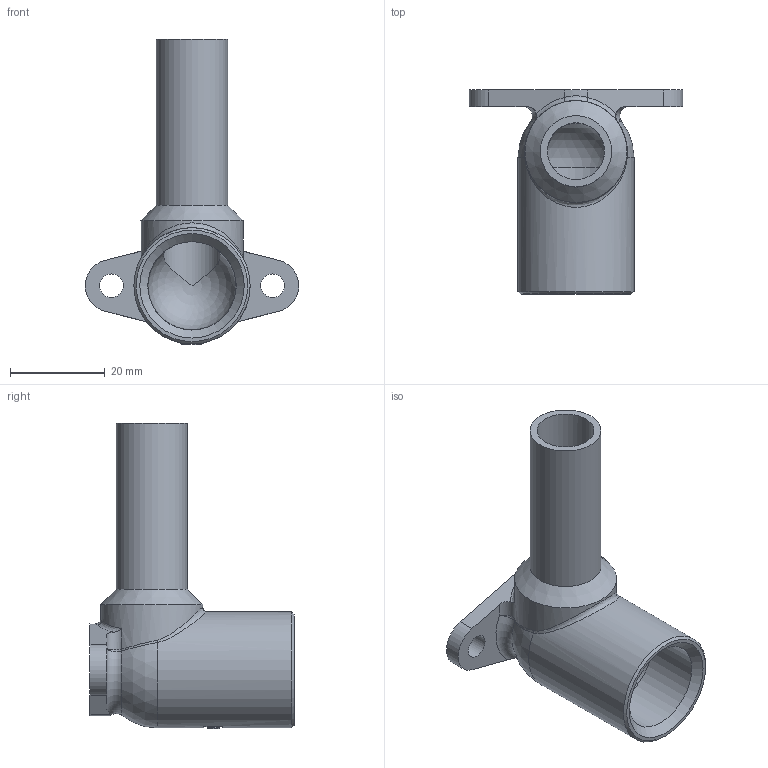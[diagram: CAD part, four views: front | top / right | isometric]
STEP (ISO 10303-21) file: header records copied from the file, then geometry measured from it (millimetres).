
FILE_DESCRIPTION(/* description */ ('GOMITI C/FLANGIA 90''MF 15x1/2"'),/* implementation_level */ '2;1');
FILE_NAME(/* name */ '185102015M_Inoxpres.stp',/* time_stamp */ '2022-10-11T14:55:30+02:00',/* author */ ('Vault'),/* organization */ ('Raccorderie metalliche s.p.a. '),/* preprocessor_version */ 'ST-DEVELOPER v18.1',/* originating_system */ 'Autodesk Inventor 2020',/* authorisation */ 'Raccorderie metalliche s.p.a. ');
FILE_SCHEMA (('AUTOMOTIVE_DESIGN { 1 0 10303 214 3 1 1 }'));
Length unit declared in the file: millimetre
Products named in the file (1): 185102015M_Inoxpres
Bounding box: 45 x 43 x 64.45 mm (x, y, z)
Volume: 13954.9 mm3; surface area: 10067.6 mm2
Topology: 3 solids, 3 shells, 83 faces, 220 edges, 141 vertices
Faces by surface type: plane 31, bspline 26, cylinder 19, cone 4, sphere 2, torus 1
Full cylindrical faces by diameter (mm): 5 x2, 12 x1, 15 x1, 18.6 x1, 18.631 x1, 21.5 x1, 24.5 x1
Entity records: 5918 total; most frequent: CARTESIAN_POINT 3994, ORIENTED_EDGE 434, DIRECTION 316, EDGE_CURVE 217, VERTEX_POINT 141, AXIS2_PLACEMENT_3D 118, EDGE_LOOP 92, FACE_OUTER_BOUND 83
